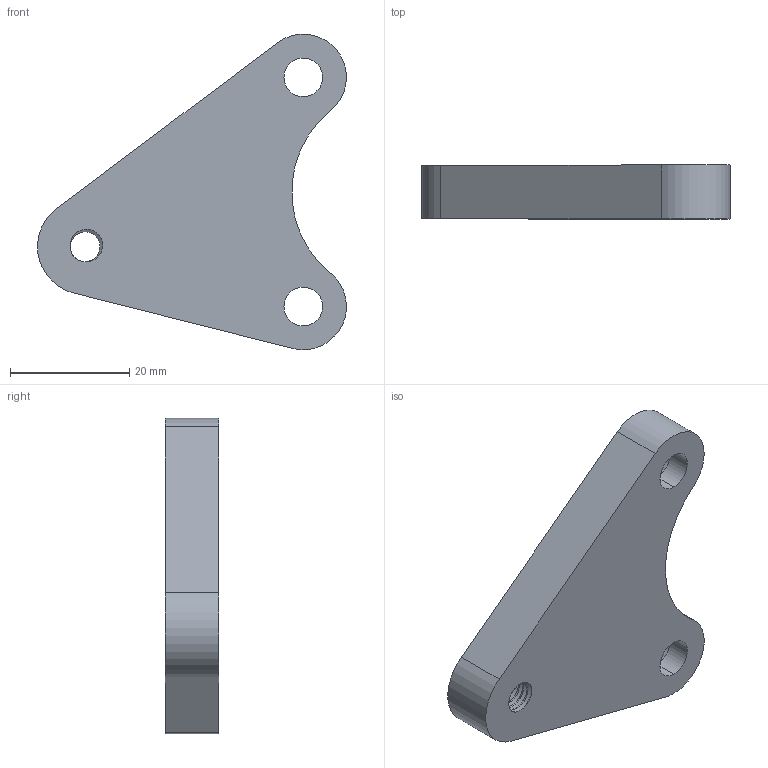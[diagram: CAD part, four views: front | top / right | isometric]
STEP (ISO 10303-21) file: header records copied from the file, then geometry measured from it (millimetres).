
FILE_DESCRIPTION (( 'STEP AP214' ), '1' );
FILE_NAME ('selecteur 53 mm 10°.STEP', '2023-03-13T15:17:49', ( '' ), ( '' ), 'SwSTEP 2.0', 'SolidWorks 2023', '' );
FILE_SCHEMA (( 'AUTOMOTIVE_DESIGN' ));
Length unit declared in the file: millimetre
Products named in the file (1): selecteur 53 mm 10°
Bounding box: 51.87 x 9 x 52.99 mm (x, y, z)
Volume: 8180.2 mm3; surface area: 6357 mm2
Topology: 1 solids, 1 shells, 87 faces, 220 edges, 139 vertices
Faces by surface type: cylinder 54, torus 18, plane 12, bspline 3
Entity records: 4245 total; most frequent: CARTESIAN_POINT 2164, DIRECTION 449, ORIENTED_EDGE 440, EDGE_CURVE 220, AXIS2_PLACEMENT_3D 189, VERTEX_POINT 139, CIRCLE 104, EDGE_LOOP 97
